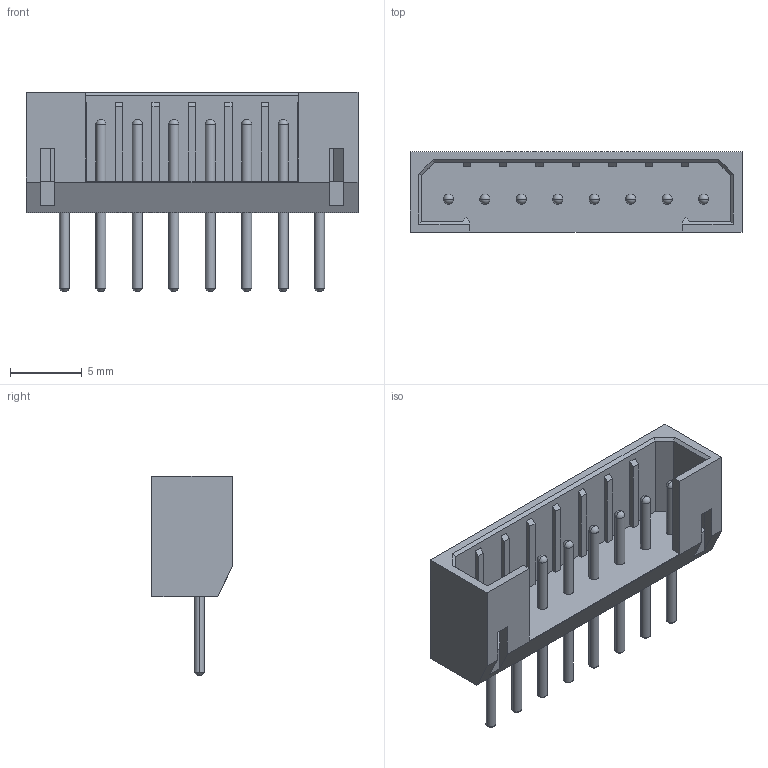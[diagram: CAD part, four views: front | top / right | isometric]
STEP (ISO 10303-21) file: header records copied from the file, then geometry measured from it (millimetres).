
FILE_DESCRIPTION (( 'STEP AP214' ), '1' );
FILE_NAME ('F2JL35-S08SD000-01-REF .STEP', '2025-06-03T10:31:36', ( '' ), ( '' ), 'SwSTEP 2.0', 'SolidWorks 2021', '' );
FILE_SCHEMA (( 'AUTOMOTIVE_DESIGN' ));
Length unit declared in the file: millimetre
Products named in the file (1): F2JL35-S08SD000-01-REF 
Bounding box: 23.14 x 5.6 x 13.9 mm (x, y, z)
Volume: 482.6 mm3; surface area: 1047 mm2
Topology: 1 solids, 1 shells, 136 faces, 364 edges, 226 vertices
Faces by surface type: plane 72, cylinder 32, cone 16, sphere 16
Entity records: 4002 total; most frequent: DIRECTION 702, CARTESIAN_POINT 679, ORIENTED_EDGE 664, EDGE_CURVE 332, LINE 236, VECTOR 236, AXIS2_PLACEMENT_3D 233, VERTEX_POINT 210
